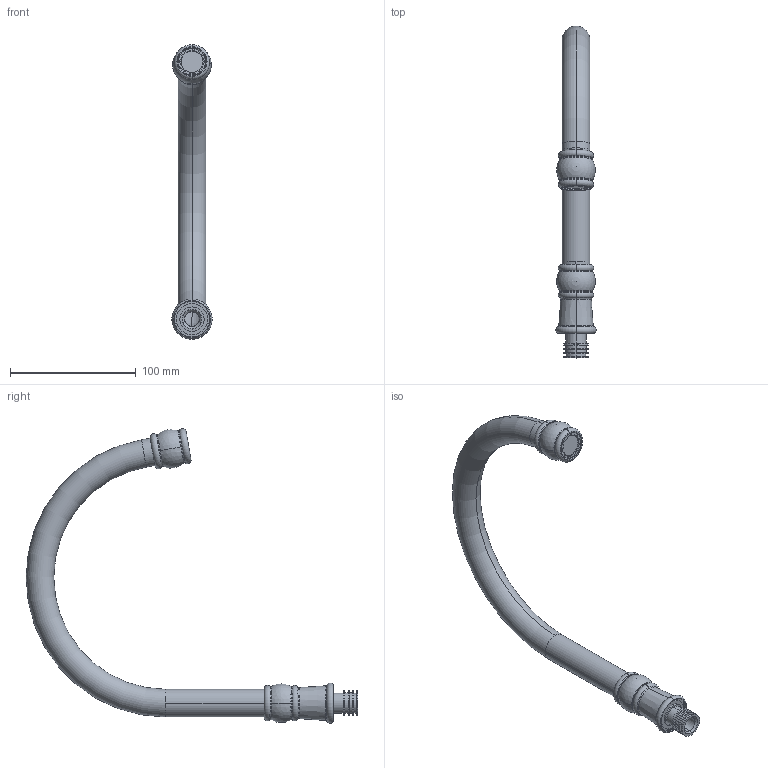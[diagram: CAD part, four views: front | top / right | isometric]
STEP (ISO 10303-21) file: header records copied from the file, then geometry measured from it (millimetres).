
FILE_DESCRIPTION (( 'STEP AP203' ), '1' );
FILE_NAME ('MV1014ACH.STEP', '2020-02-27T02:39:21', ( 'Windows 蚚誧' ), ( '' ), 'SwSTEP 2.0', 'SolidWorks 2019', '' );
FILE_SCHEMA (( 'CONFIG_CONTROL_DESIGN' ));
Length unit declared in the file: millimetre
Products named in the file (11): MV堤阨諳; MV22堤阨奪蟀諉璃; M16x1 22奪爾諉芛; 報滇埴俔郪; MV1014ACH; MV堤阨諳ㄗ郪ㄘ; M16X1 22奪爾諉簽; 22報滇埴俔爾諉奪; 臟賙M21.5X1堤阨厙; 22報滇埴俔ㄗ爾諉ㄘ; MV22堤阨奪蟀諉璃ㄗ郪ㄘ
Assembly tree (10 placements, depth 4):
  MV1014ACH
    MV堤阨諳ㄗ郪ㄘ
      MV堤阨諳
      臟賙M21.5X1堤阨厙
    報滇埴俔郪
      MV22堤阨奪蟀諉璃ㄗ郪ㄘ
        MV22堤阨奪蟀諉璃
      22報滇埴俔ㄗ爾諉ㄘ
        22報滇埴俔爾諉奪
        M16X1 22奪爾諉簽
        M16x1 22奪爾諉芛
Bounding box: 31.99 x 263.71 x 234.11 mm (x, y, z)
Volume: 56214.9 mm3; surface area: 74844.1 mm2
Topology: 7 solids, 7 shells, 322 faces, 797 edges, 511 vertices
Faces by surface type: cylinder 140, plane 76, torus 44, cone 40, bspline 18, sphere 4
Entity records: 17577 total; most frequent: CARTESIAN_POINT 9129, ORIENTED_EDGE 1570, DIRECTION 1549, EDGE_CURVE 785, AXIS2_PLACEMENT_3D 654, VERTEX_POINT 505, EDGE_LOOP 362, CIRCLE 333
